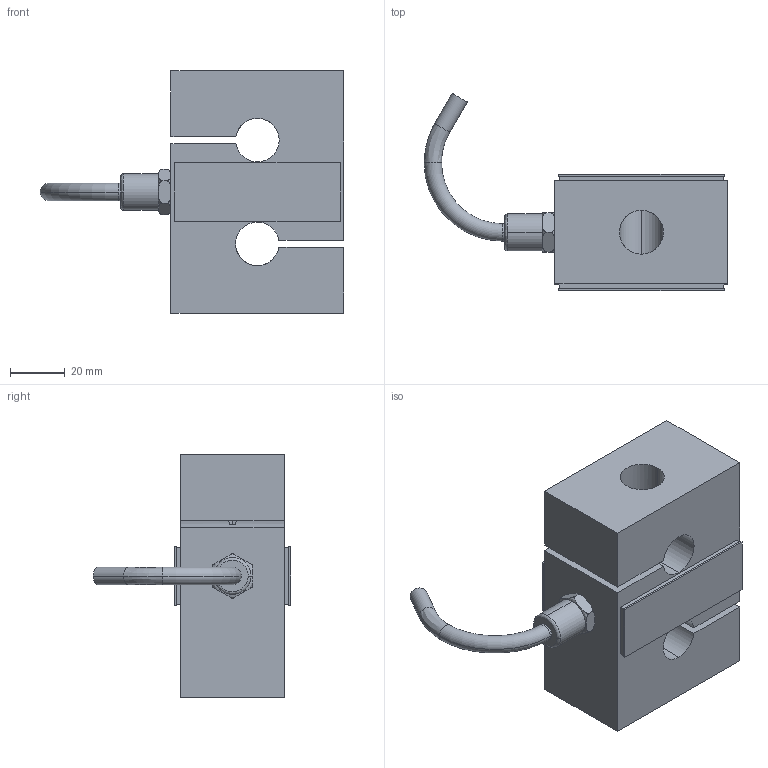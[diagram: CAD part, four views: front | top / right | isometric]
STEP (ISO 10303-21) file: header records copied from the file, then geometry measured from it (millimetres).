
FILE_DESCRIPTION (( 'STEP AP203' ), '1' );
FILE_NAME ('Interface SSM-AJ-20kN.STEP', '2013-04-02T21:27:22', ( 'Ricky Parrish' ), ( '' ), 'SwSTEP 2.0', 'SolidWorks 2002349', '' );
FILE_SCHEMA (( 'CONFIG_CONTROL_DESIGN' ));
Length unit declared in the file: inch
Products named in the file (1): Interface SSM-AJ-20kN
Bounding box: 110.65 x 71.88 x 88.39 mm (x, y, z)
Volume: 193369.4 mm3; surface area: 32646.5 mm2
Topology: 1 solids, 1 shells, 70 faces, 188 edges, 124 vertices
Faces by surface type: plane 42, cylinder 18, bspline 8, torus 2
Entity records: 2817 total; most frequent: CARTESIAN_POINT 1043, ORIENTED_EDGE 376, DIRECTION 324, EDGE_CURVE 188, VERTEX_POINT 124, AXIS2_PLACEMENT_3D 109, LINE 106, VECTOR 106
